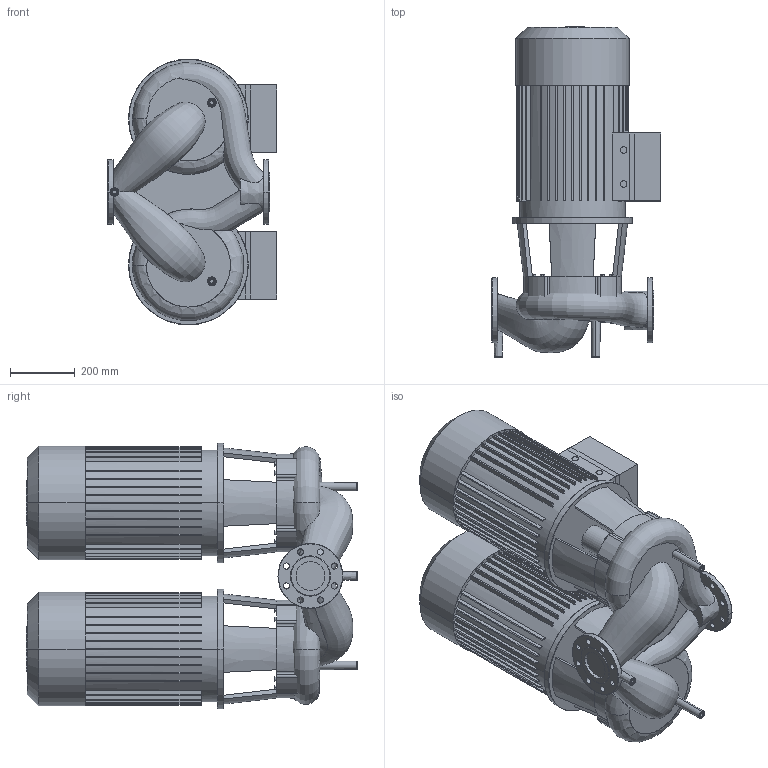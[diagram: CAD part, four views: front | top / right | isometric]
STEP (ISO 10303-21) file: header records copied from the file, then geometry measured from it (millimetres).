
FILE_DESCRIPTION((''),'2;1');
FILE_NAME('3d_DL80_200-22_2-2121060.stp','2016-05-24T12:40:48',(''),(''),'Mechanical Desktop 2009','Mechanical Desktop 2009',', , ');
FILE_SCHEMA(('CONFIG_CONTROL_DESIGN'));
Length unit declared in the file: millimetre
Products named in the file (1): Product
Bounding box: 522 x 1019.5 x 819 mm (x, y, z)
Volume: 161531638.7 mm3; surface area: 4894617.9 mm2
Topology: 17 solids, 17 shells, 780 faces, 2123 edges, 1408 vertices
Faces by surface type: bspline 332, plane 250, cylinder 180, cone 14, torus 4
Entity records: 45791 total; most frequent: CARTESIAN_POINT 26607, ORIENTED_EDGE 4242, DIRECTION 3565, EDGE_CURVE 2121, VERTEX_POINT 1407, AXIS2_PLACEMENT_3D 1190, VECTOR 1185, LINE 1185
